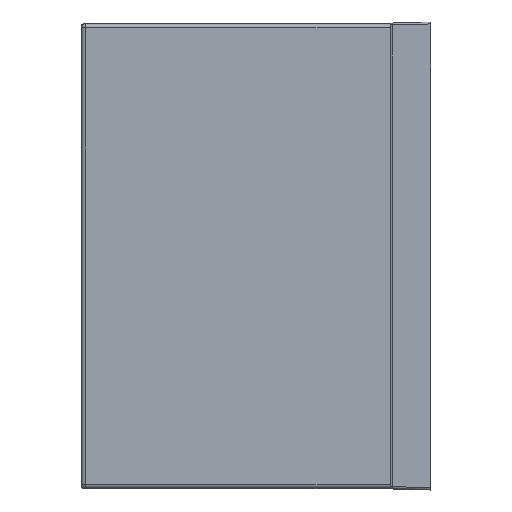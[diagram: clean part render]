
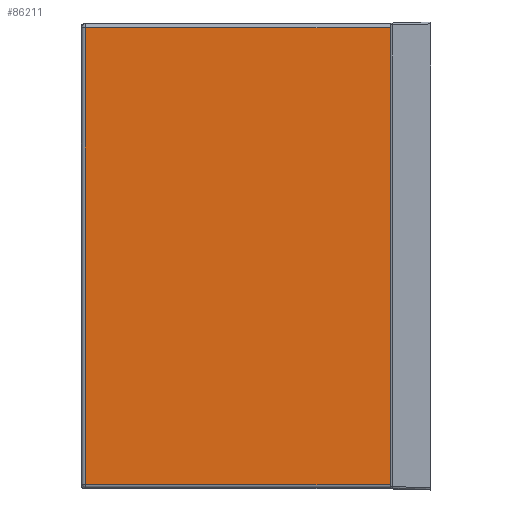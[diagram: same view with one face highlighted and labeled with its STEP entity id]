
A CAD part, top view. The second image highlights one B-rep face of the part: STEP entity #86211.
In plain terms, the highlighted face is planar.
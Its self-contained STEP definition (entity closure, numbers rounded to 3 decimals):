
#81331=CARTESIAN_POINT(' ',(157.237,-117.737,-12.));
#81332=VERTEX_POINT(' ',#81331);
#81346=CARTESIAN_POINT(' ',(157.237,-117.737,-12.));
#81351=DIRECTION(' ',(0.,1.,0.));
#81356=VECTOR(' ',#81351,1.);
#81361=LINE('',#81346,#81356);
#81366=CARTESIAN_POINT(' ',(157.237,117.737,-12.));
#81367=VERTEX_POINT(' ',#81366);
#81371=EDGE_CURVE(' ',#81332,#81367,#81361,.T.);
#86071=DIRECTION(' ',(0.,0.,-1.));
#86076=CARTESIAN_POINT(' ',(-0.5,-117.737,-12.));
#86081=DIRECTION(' ',(0.,1.,0.));
#86086=AXIS2_PLACEMENT_3D(' ',#86076,#86071,#86081);
#86091=PLANE('',#86086);
#86096=CARTESIAN_POINT(' ',(-0.5,117.737,-12.));
#86101=DIRECTION(' ',(0.,-1.,0.));
#86106=VECTOR(' ',#86101,1.);
#86111=LINE('',#86096,#86106);
#86116=CARTESIAN_POINT(' ',(-0.5,117.737,-12.));
#86117=VERTEX_POINT(' ',#86116);
#86121=CARTESIAN_POINT(' ',(-0.5,-117.737,-12.));
#86122=VERTEX_POINT(' ',#86121);
#86126=EDGE_CURVE(' ',#86117,#86122,#86111,.T.);
#86131=ORIENTED_EDGE(' ',*,*,#86126,.F.);
#86136=CARTESIAN_POINT(' ',(157.237,117.737,-12.));
#86141=DIRECTION(' ',(-1.,0.,0.));
#86146=VECTOR(' ',#86141,1.);
#86151=LINE('',#86136,#86146);
#86156=EDGE_CURVE(' ',#81367,#86117,#86151,.T.);
#86161=ORIENTED_EDGE(' ',*,*,#86156,.F.);
#86166=ORIENTED_EDGE(' ',*,*,#81371,.F.);
#86171=CARTESIAN_POINT(' ',(157.237,-117.737,-12.));
#86176=DIRECTION(' ',(-1.,0.,0.));
#86181=VECTOR(' ',#86176,1.);
#86186=LINE('',#86171,#86181);
#86191=EDGE_CURVE(' ',#81332,#86122,#86186,.T.);
#86196=ORIENTED_EDGE(' ',*,*,#86191,.T.);
#86201=EDGE_LOOP(' ',(#86131,#86161,#86166,#86196));
#86206=FACE_OUTER_BOUND(' ',#86201,.T.);
#86211=ADVANCED_FACE('',(#86206),#86091,.T.);
